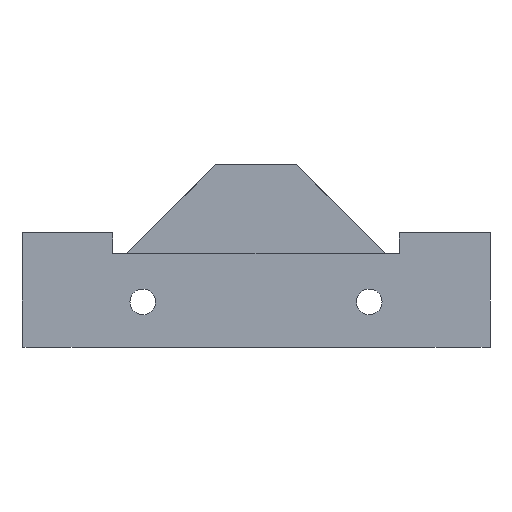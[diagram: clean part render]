
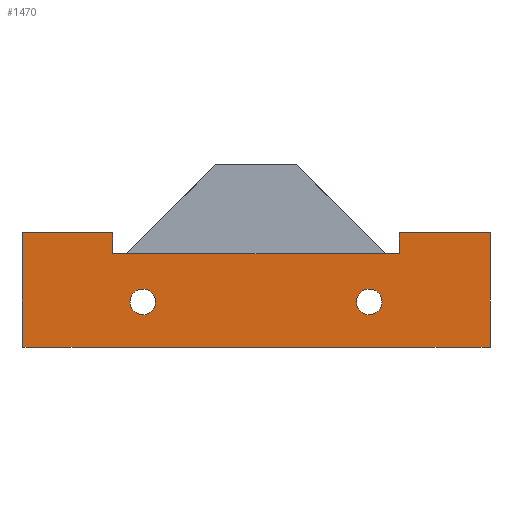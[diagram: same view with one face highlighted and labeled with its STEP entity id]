
A CAD part, left-side view. The second image highlights one B-rep face of the part: STEP entity #1470.
In plain terms, the highlighted planar face has unit normal (-1, 0, 0).
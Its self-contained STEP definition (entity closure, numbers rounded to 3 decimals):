
#110 = CIRCLE ( 'NONE', #122, 1.7 ) ;
#115 = VECTOR ( 'NONE', #129, 1000. ) ;
#116 = DIRECTION ( 'NONE',  ( 0., 0., 1. ) ) ;
#117 = DIRECTION ( 'NONE',  ( -1., 0., 0. ) ) ;
#118 = CARTESIAN_POINT ( 'NONE',  ( 22., 38., 6. ) ) ;
#122 = AXIS2_PLACEMENT_3D ( 'NONE', #118, #117, #116 ) ;
#128 = CARTESIAN_POINT ( 'NONE',  ( 22., -8., 0. ) ) ;
#129 = DIRECTION ( 'NONE',  ( 0., -1., 0. ) ) ;
#130 = CARTESIAN_POINT ( 'NONE',  ( 22., 0., 0. ) ) ;
#134 = LINE ( 'NONE', #130, #115 ) ;
#147 = DIRECTION ( 'NONE',  ( 0., 0., -1. ) ) ;
#148 = VECTOR ( 'NONE', #147, 1000. ) ;
#149 = CARTESIAN_POINT ( 'NONE',  ( 22., 54., 12.4 ) ) ;
#153 = FACE_OUTER_BOUND ( 'NONE', #1442, .T. ) ;
#154 = DIRECTION ( 'NONE',  ( 0., 0., -1. ) ) ;
#155 = DIRECTION ( 'NONE',  ( -1., 0., 0. ) ) ;
#156 = CARTESIAN_POINT ( 'NONE',  ( 22., 8., 6. ) ) ;
#157 = AXIS2_PLACEMENT_3D ( 'NONE', #156, #155, #154 ) ;
#158 = CIRCLE ( 'NONE', #157, 1.7 ) ;
#165 = FACE_BOUND ( 'NONE', #1459, .T. ) ;
#167 = CARTESIAN_POINT ( 'NONE',  ( 22., 54., 0. ) ) ;
#168 = LINE ( 'NONE', #149, #148 ) ;
#169 = FACE_BOUND ( 'NONE', #1468, .T. ) ;
#170 = CARTESIAN_POINT ( 'NONE',  ( 22., -8., 15.15 ) ) ;
#171 = DIRECTION ( 'NONE',  ( 0., -1., 0. ) ) ;
#172 = VECTOR ( 'NONE', #171, 1000. ) ;
#177 = CARTESIAN_POINT ( 'NONE',  ( 22., -8., 15.15 ) ) ;
#178 = LINE ( 'NONE', #177, #172 ) ;
#179 = DIRECTION ( 'NONE',  ( 0., 0., -1. ) ) ;
#180 = VECTOR ( 'NONE', #179, 1000. ) ;
#181 = CARTESIAN_POINT ( 'NONE',  ( 22., -8., 12.4 ) ) ;
#182 = LINE ( 'NONE', #181, #180 ) ;
#183 = CARTESIAN_POINT ( 'NONE',  ( 22., 4., 15.15 ) ) ;
#210 = DIRECTION ( 'NONE',  ( 0., 0., -1. ) ) ;
#211 = DIRECTION ( 'NONE',  ( 1., 0., 0. ) ) ;
#212 = CARTESIAN_POINT ( 'NONE',  ( 22., 0., 12.4 ) ) ;
#213 = AXIS2_PLACEMENT_3D ( 'NONE', #212, #211, #210 ) ;
#214 = PLANE ( 'NONE',  #213 ) ;
#1036 = ORIENTED_EDGE ( 'NONE', *, *, #1465, .T. ) ;
#1038 = EDGE_CURVE ( 'NONE', #1218, #1043, #1876, .T. ) ;
#1039 = ORIENTED_EDGE ( 'NONE', *, *, #1040, .F. ) ;
#1040 = EDGE_CURVE ( 'NONE', #1043, #1284, #1885, .T. ) ;
#1042 = ORIENTED_EDGE ( 'NONE', *, *, #1038, .F. ) ;
#1043 = VERTEX_POINT ( 'NONE', #1933 ) ;
#1044 = EDGE_CURVE ( 'NONE', #1453, #1356, #1887, .T. ) ;
#1180 = VERTEX_POINT ( 'NONE', #2139 ) ;
#1209 = VERTEX_POINT ( 'NONE', #2136 ) ;
#1218 = VERTEX_POINT ( 'NONE', #2204 ) ;
#1227 = EDGE_CURVE ( 'NONE', #1180, #1228, #2184, .T. ) ;
#1228 = VERTEX_POINT ( 'NONE', #2246 ) ;
#1231 = EDGE_CURVE ( 'NONE', #1209, #1234, #2192, .T. ) ;
#1234 = VERTEX_POINT ( 'NONE', #2242 ) ;
#1271 = EDGE_CURVE ( 'NONE', #1284, #1356, #2331, .T. ) ;
#1284 = VERTEX_POINT ( 'NONE', #2311 ) ;
#1356 = VERTEX_POINT ( 'NONE', #2428 ) ;
#1442 = EDGE_LOOP ( 'NONE', ( #1467, #1448, #1451, #1444, #1450, #1039, #1042, #1036 ) ) ;
#1443 = EDGE_CURVE ( 'NONE', #1228, #1180, #110, .T. ) ;
#1444 = ORIENTED_EDGE ( 'NONE', *, *, #1044, .T. ) ;
#1445 = VERTEX_POINT ( 'NONE', #128 ) ;
#1446 = ORIENTED_EDGE ( 'NONE', *, *, #1227, .F. ) ;
#1447 = EDGE_CURVE ( 'NONE', #1460, #1445, #134, .T. ) ;
#1448 = ORIENTED_EDGE ( 'NONE', *, *, #1449, .F. ) ;
#1449 = EDGE_CURVE ( 'NONE', #1455, #1445, #182, .T. ) ;
#1450 = ORIENTED_EDGE ( 'NONE', *, *, #1271, .F. ) ;
#1451 = ORIENTED_EDGE ( 'NONE', *, *, #1452, .F. ) ;
#1452 = EDGE_CURVE ( 'NONE', #1453, #1455, #178, .T. ) ;
#1453 = VERTEX_POINT ( 'NONE', #183 ) ;
#1455 = VERTEX_POINT ( 'NONE', #170 ) ;
#1459 = EDGE_LOOP ( 'NONE', ( #1472, #1469 ) ) ;
#1460 = VERTEX_POINT ( 'NONE', #167 ) ;
#1463 = EDGE_CURVE ( 'NONE', #1234, #1209, #158, .T. ) ;
#1465 = EDGE_CURVE ( 'NONE', #1218, #1460, #168, .T. ) ;
#1466 = ORIENTED_EDGE ( 'NONE', *, *, #1443, .F. ) ;
#1467 = ORIENTED_EDGE ( 'NONE', *, *, #1447, .T. ) ;
#1468 = EDGE_LOOP ( 'NONE', ( #1466, #1446 ) ) ;
#1469 = ORIENTED_EDGE ( 'NONE', *, *, #1231, .F. ) ;
#1470 = ADVANCED_FACE ( 'NONE', ( #165, #169, #153 ), #214, .F. ) ;
#1472 = ORIENTED_EDGE ( 'NONE', *, *, #1463, .F. ) ;
#1873 = DIRECTION ( 'NONE',  ( 0., -1., 0. ) ) ;
#1874 = VECTOR ( 'NONE', #1873, 1000. ) ;
#1875 = CARTESIAN_POINT ( 'NONE',  ( 22., 54., 15.15 ) ) ;
#1876 = LINE ( 'NONE', #1875, #1874 ) ;
#1885 = LINE ( 'NONE', #1936, #1935 ) ;
#1886 = CARTESIAN_POINT ( 'NONE',  ( 22., 4., 15.15 ) ) ;
#1887 = LINE ( 'NONE', #1886, #1928 ) ;
#1927 = DIRECTION ( 'NONE',  ( 0., 0., -1. ) ) ;
#1928 = VECTOR ( 'NONE', #1927, 1000. ) ;
#1933 = CARTESIAN_POINT ( 'NONE',  ( 22., 42., 15.15 ) ) ;
#1934 = DIRECTION ( 'NONE',  ( 0., 0., -1. ) ) ;
#1935 = VECTOR ( 'NONE', #1934, 1000. ) ;
#1936 = CARTESIAN_POINT ( 'NONE',  ( 22., 42., 15.15 ) ) ;
#2136 = CARTESIAN_POINT ( 'NONE',  ( 22., 8., 4.3 ) ) ;
#2139 = CARTESIAN_POINT ( 'NONE',  ( 22., 38., 4.3 ) ) ;
#2184 = CIRCLE ( 'NONE', #2240, 1.7 ) ;
#2192 = CIRCLE ( 'NONE', #2236, 1.7 ) ;
#2204 = CARTESIAN_POINT ( 'NONE',  ( 22., 54., 15.15 ) ) ;
#2232 = DIRECTION ( 'NONE',  ( 0., 0., -1. ) ) ;
#2233 = DIRECTION ( 'NONE',  ( -1., 0., 0. ) ) ;
#2236 = AXIS2_PLACEMENT_3D ( 'NONE', #2244, #2233, #2232 ) ;
#2237 = DIRECTION ( 'NONE',  ( 0., 0., 1. ) ) ;
#2238 = DIRECTION ( 'NONE',  ( -1., 0., 0. ) ) ;
#2239 = CARTESIAN_POINT ( 'NONE',  ( 22., 38., 6. ) ) ;
#2240 = AXIS2_PLACEMENT_3D ( 'NONE', #2239, #2238, #2237 ) ;
#2242 = CARTESIAN_POINT ( 'NONE',  ( 22., 8., 7.7 ) ) ;
#2244 = CARTESIAN_POINT ( 'NONE',  ( 22., 8., 6. ) ) ;
#2246 = CARTESIAN_POINT ( 'NONE',  ( 22., 38., 7.7 ) ) ;
#2311 = CARTESIAN_POINT ( 'NONE',  ( 22., 42., 12.4 ) ) ;
#2328 = DIRECTION ( 'NONE',  ( 0., -1., 0. ) ) ;
#2329 = VECTOR ( 'NONE', #2328, 1000. ) ;
#2330 = CARTESIAN_POINT ( 'NONE',  ( 22., 0., 12.4 ) ) ;
#2331 = LINE ( 'NONE', #2330, #2329 ) ;
#2428 = CARTESIAN_POINT ( 'NONE',  ( 22., 4., 12.4 ) ) ;
